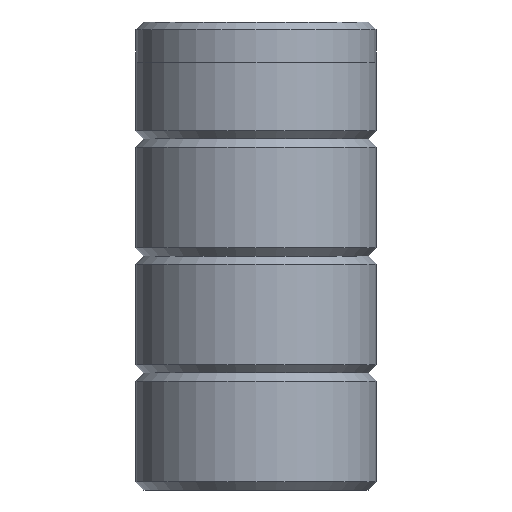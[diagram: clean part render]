
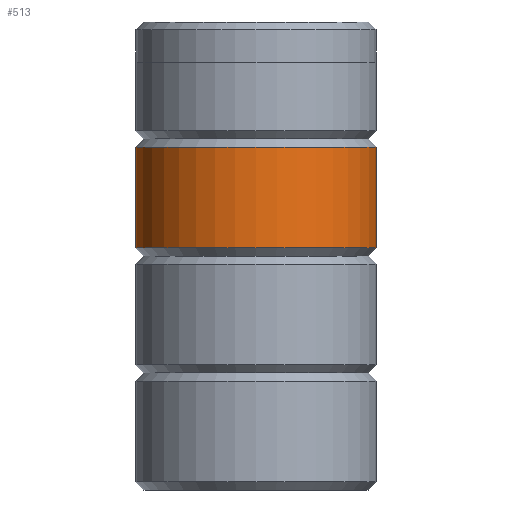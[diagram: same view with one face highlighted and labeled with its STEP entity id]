
A CAD part, front view. The second image highlights one B-rep face of the part: STEP entity #513.
In plain terms, the highlighted cylindrical face has radius 9 mm (diameter 18 mm), a partial arc.
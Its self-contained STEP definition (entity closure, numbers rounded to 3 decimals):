
#17 = DIRECTION ( 'NONE',  ( 0., 0., -1. ) ) ;
#170 = CARTESIAN_POINT ( 'NONE',  ( 0., 0., 25.65 ) ) ;
#319 = VECTOR ( 'NONE', #1088, 1000. ) ;
#324 = DIRECTION ( 'NONE',  ( -1., 0., 0. ) ) ;
#339 = CARTESIAN_POINT ( 'NONE',  ( 0., 0., 18.1 ) ) ;
#406 = ORIENTED_EDGE ( 'NONE', *, *, #1783, .T. ) ;
#447 = ORIENTED_EDGE ( 'NONE', *, *, #1171, .T. ) ;
#485 = VECTOR ( 'NONE', #17, 1000. ) ;
#489 = AXIS2_PLACEMENT_3D ( 'NONE', #170, #1266, #324 ) ;
#499 = DIRECTION ( 'NONE',  ( -1., 0., 0. ) ) ;
#513 = ADVANCED_FACE ( 'NONE', ( #1200 ), #1908, .T. ) ;
#629 = CARTESIAN_POINT ( 'NONE',  ( 0., 0., 35. ) ) ;
#696 = LINE ( 'NONE', #785, #319 ) ;
#702 = VERTEX_POINT ( 'NONE', #1362 ) ;
#711 = CIRCLE ( 'NONE', #1673, 9. ) ;
#785 = CARTESIAN_POINT ( 'NONE',  ( 9., 0., 35. ) ) ;
#856 = VERTEX_POINT ( 'NONE', #923 ) ;
#875 = ORIENTED_EDGE ( 'NONE', *, *, #1070, .F. ) ;
#923 = CARTESIAN_POINT ( 'NONE',  ( -9., 0., 18.1 ) ) ;
#940 = VERTEX_POINT ( 'NONE', #1507 ) ;
#978 = CARTESIAN_POINT ( 'NONE',  ( -9., 0., 25.65 ) ) ;
#1070 = EDGE_CURVE ( 'NONE', #940, #702, #696, .T. ) ;
#1088 = DIRECTION ( 'NONE',  ( 0., 0., -1. ) ) ;
#1103 = CARTESIAN_POINT ( 'NONE',  ( -9., 0., 35. ) ) ;
#1171 = EDGE_CURVE ( 'NONE', #940, #1958, #1718, .T. ) ;
#1200 = FACE_OUTER_BOUND ( 'NONE', #1956, .T. ) ;
#1227 = AXIS2_PLACEMENT_3D ( 'NONE', #629, #1903, #1317 ) ;
#1266 = DIRECTION ( 'NONE',  ( 0., 0., -1. ) ) ;
#1317 = DIRECTION ( 'NONE',  ( -1., 0., 0. ) ) ;
#1362 = CARTESIAN_POINT ( 'NONE',  ( 9., 0., 18.1 ) ) ;
#1437 = DIRECTION ( 'NONE',  ( 0., 0., -1. ) ) ;
#1507 = CARTESIAN_POINT ( 'NONE',  ( 9., 0., 25.65 ) ) ;
#1621 = LINE ( 'NONE', #1103, #485 ) ;
#1673 = AXIS2_PLACEMENT_3D ( 'NONE', #339, #1437, #499 ) ;
#1718 = CIRCLE ( 'NONE', #489, 9. ) ;
#1783 = EDGE_CURVE ( 'NONE', #1958, #856, #1621, .T. ) ;
#1877 = EDGE_CURVE ( 'NONE', #702, #856, #711, .T. ) ;
#1903 = DIRECTION ( 'NONE',  ( 0., 0., -1. ) ) ;
#1908 = CYLINDRICAL_SURFACE ( 'NONE', #1227, 9. ) ;
#1956 = EDGE_LOOP ( 'NONE', ( #875, #447, #406, #1980 ) ) ;
#1958 = VERTEX_POINT ( 'NONE', #978 ) ;
#1980 = ORIENTED_EDGE ( 'NONE', *, *, #1877, .F. ) ;
